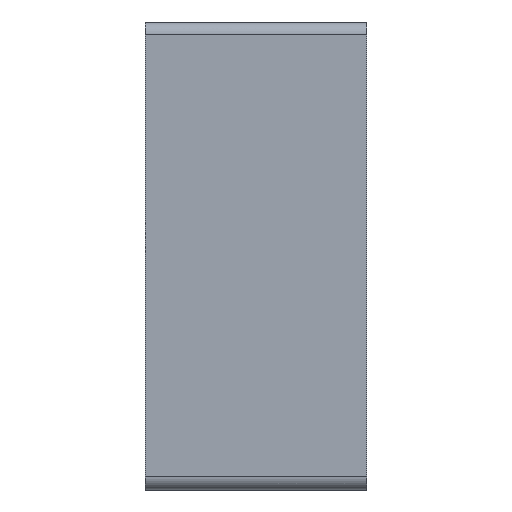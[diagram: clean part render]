
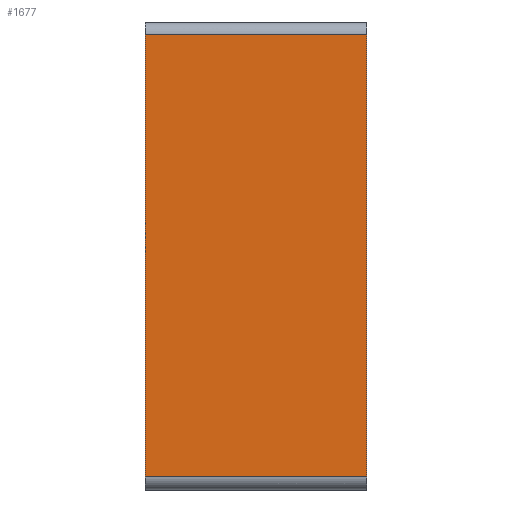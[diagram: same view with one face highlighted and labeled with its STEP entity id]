
A CAD part, left-side view. The second image highlights one B-rep face of the part: STEP entity #1677.
In plain terms, the highlighted planar face has unit normal (-1, 0, 0).
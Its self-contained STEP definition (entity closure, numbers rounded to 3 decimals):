
#114=PLANE('',#1788);
#202=FACE_OUTER_BOUND('',#301,.T.);
#301=EDGE_LOOP('',(#1573,#1574,#1575,#1576));
#375=LINE('',#2430,#586);
#383=LINE('',#2455,#594);
#512=LINE('',#2719,#723);
#513=LINE('',#2721,#724);
#586=VECTOR('',#1934,17.);
#594=VECTOR('',#1960,17.);
#723=VECTOR('',#2189,8.5);
#724=VECTOR('',#2192,8.5);
#797=VERTEX_POINT('',#2427);
#798=VERTEX_POINT('',#2429);
#805=VERTEX_POINT('',#2452);
#806=VERTEX_POINT('',#2454);
#978=EDGE_CURVE('',#798,#797,#375,.T.);
#990=EDGE_CURVE('',#806,#805,#383,.T.);
#1120=EDGE_CURVE('',#806,#797,#512,.T.);
#1121=EDGE_CURVE('',#798,#805,#513,.T.);
#1573=ORIENTED_EDGE('',*,*,#1120,.F.);
#1574=ORIENTED_EDGE('',*,*,#990,.T.);
#1575=ORIENTED_EDGE('',*,*,#1121,.F.);
#1576=ORIENTED_EDGE('',*,*,#978,.T.);
#1677=ADVANCED_FACE('',(#202),#114,.F.);
#1788=AXIS2_PLACEMENT_3D('',#2720,#2190,#2191);
#1934=DIRECTION('',(0.,0.,-1.));
#1960=DIRECTION('',(0.,0.,1.));
#2189=DIRECTION('',(0.,1.,0.));
#2190=DIRECTION('center_axis',(1.,0.,0.));
#2191=DIRECTION('ref_axis',(0.,0.,-1.));
#2192=DIRECTION('',(0.,-1.,0.));
#2427=CARTESIAN_POINT('',(-18.,0.,-8.5));
#2429=CARTESIAN_POINT('',(-18.,0.,8.5));
#2430=CARTESIAN_POINT('',(-18.,0.,8.5));
#2452=CARTESIAN_POINT('',(-18.,-8.5,8.5));
#2454=CARTESIAN_POINT('',(-18.,-8.5,-8.5));
#2455=CARTESIAN_POINT('',(-18.,-8.5,-8.5));
#2719=CARTESIAN_POINT('',(-18.,-8.5,-8.5));
#2720=CARTESIAN_POINT('Origin',(-18.,0.,9.));
#2721=CARTESIAN_POINT('',(-18.,0.,8.5));
